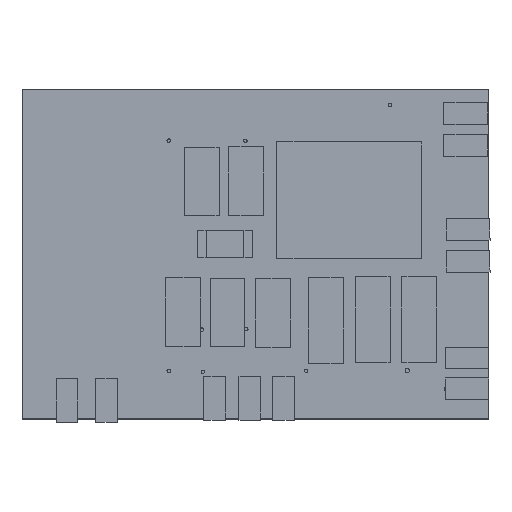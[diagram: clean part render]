
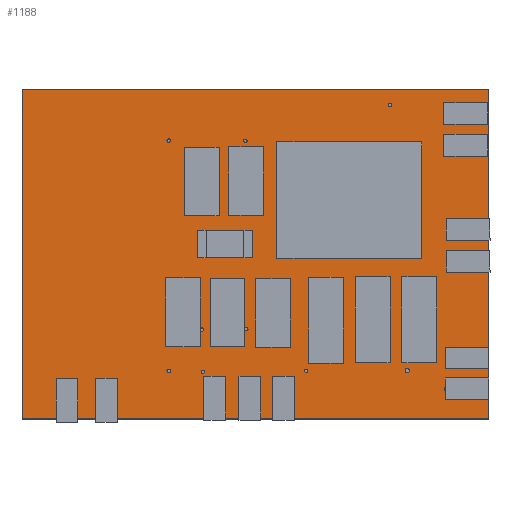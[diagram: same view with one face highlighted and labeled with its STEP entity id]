
A CAD part, top view. The second image highlights one B-rep face of the part: STEP entity #1188.
In plain terms, the highlighted planar face has unit normal (0, 0, 1).
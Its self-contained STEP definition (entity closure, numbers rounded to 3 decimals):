
#169=FACE_BOUND('',#318,.T.);
#170=FACE_BOUND('',#319,.T.);
#171=FACE_BOUND('',#320,.T.);
#172=FACE_BOUND('',#321,.T.);
#173=FACE_BOUND('',#322,.T.);
#174=FACE_BOUND('',#323,.T.);
#175=FACE_BOUND('',#324,.T.);
#176=FACE_BOUND('',#325,.T.);
#177=FACE_BOUND('',#326,.T.);
#178=FACE_BOUND('',#327,.T.);
#179=FACE_BOUND('',#328,.T.);
#195=PLANE('',#1358);
#256=FACE_OUTER_BOUND('',#317,.T.);
#317=EDGE_LOOP('',(#940,#941,#942,#943));
#318=EDGE_LOOP('',(#944));
#319=EDGE_LOOP('',(#945));
#320=EDGE_LOOP('',(#946));
#321=EDGE_LOOP('',(#947));
#322=EDGE_LOOP('',(#948));
#323=EDGE_LOOP('',(#949));
#324=EDGE_LOOP('',(#950));
#325=EDGE_LOOP('',(#951));
#326=EDGE_LOOP('',(#952));
#327=EDGE_LOOP('',(#953));
#328=EDGE_LOOP('',(#954));
#398=LINE('',#1864,#517);
#401=LINE('',#1870,#520);
#404=LINE('',#1876,#523);
#407=LINE('',#1880,#526);
#517=VECTOR('',#1521,10.);
#520=VECTOR('',#1526,10.);
#523=VECTOR('',#1531,10.);
#526=VECTOR('',#1536,10.);
#624=CIRCLE('',#1323,0.1);
#626=CIRCLE('',#1326,0.1);
#628=CIRCLE('',#1329,0.1);
#630=CIRCLE('',#1332,0.1);
#632=CIRCLE('',#1335,0.1);
#634=CIRCLE('',#1338,0.125);
#636=CIRCLE('',#1341,0.1);
#638=CIRCLE('',#1344,0.1);
#640=CIRCLE('',#1347,0.1);
#642=CIRCLE('',#1350,0.1);
#644=CIRCLE('',#1353,0.1);
#646=VERTEX_POINT('',#1794);
#648=VERTEX_POINT('',#1800);
#650=VERTEX_POINT('',#1806);
#652=VERTEX_POINT('',#1812);
#654=VERTEX_POINT('',#1818);
#656=VERTEX_POINT('',#1824);
#658=VERTEX_POINT('',#1830);
#660=VERTEX_POINT('',#1836);
#662=VERTEX_POINT('',#1842);
#664=VERTEX_POINT('',#1848);
#666=VERTEX_POINT('',#1854);
#669=VERTEX_POINT('',#1861);
#670=VERTEX_POINT('',#1863);
#672=VERTEX_POINT('',#1869);
#674=VERTEX_POINT('',#1875);
#741=EDGE_CURVE('',#646,#646,#624,.T.);
#744=EDGE_CURVE('',#648,#648,#626,.T.);
#747=EDGE_CURVE('',#650,#650,#628,.T.);
#750=EDGE_CURVE('',#652,#652,#630,.T.);
#753=EDGE_CURVE('',#654,#654,#632,.T.);
#756=EDGE_CURVE('',#656,#656,#634,.T.);
#759=EDGE_CURVE('',#658,#658,#636,.T.);
#762=EDGE_CURVE('',#660,#660,#638,.T.);
#765=EDGE_CURVE('',#662,#662,#640,.T.);
#768=EDGE_CURVE('',#664,#664,#642,.T.);
#771=EDGE_CURVE('',#666,#666,#644,.T.);
#774=EDGE_CURVE('',#670,#669,#398,.T.);
#777=EDGE_CURVE('',#672,#670,#401,.T.);
#780=EDGE_CURVE('',#674,#672,#404,.T.);
#783=EDGE_CURVE('',#669,#674,#407,.T.);
#940=ORIENTED_EDGE('',*,*,#783,.T.);
#941=ORIENTED_EDGE('',*,*,#780,.T.);
#942=ORIENTED_EDGE('',*,*,#777,.T.);
#943=ORIENTED_EDGE('',*,*,#774,.T.);
#944=ORIENTED_EDGE('',*,*,#741,.T.);
#945=ORIENTED_EDGE('',*,*,#744,.T.);
#946=ORIENTED_EDGE('',*,*,#747,.T.);
#947=ORIENTED_EDGE('',*,*,#750,.T.);
#948=ORIENTED_EDGE('',*,*,#753,.T.);
#949=ORIENTED_EDGE('',*,*,#756,.T.);
#950=ORIENTED_EDGE('',*,*,#759,.T.);
#951=ORIENTED_EDGE('',*,*,#762,.T.);
#952=ORIENTED_EDGE('',*,*,#765,.T.);
#953=ORIENTED_EDGE('',*,*,#768,.T.);
#954=ORIENTED_EDGE('',*,*,#771,.T.);
#1188=ADVANCED_FACE('',(#256,#169,#170,#171,#172,#173,#174,#175,#176,#177,
#178,#179),#195,.T.);
#1323=AXIS2_PLACEMENT_3D('',#1796,#1445,#1446);
#1326=AXIS2_PLACEMENT_3D('',#1802,#1452,#1453);
#1329=AXIS2_PLACEMENT_3D('',#1808,#1459,#1460);
#1332=AXIS2_PLACEMENT_3D('',#1814,#1466,#1467);
#1335=AXIS2_PLACEMENT_3D('',#1820,#1473,#1474);
#1338=AXIS2_PLACEMENT_3D('',#1826,#1480,#1481);
#1341=AXIS2_PLACEMENT_3D('',#1832,#1487,#1488);
#1344=AXIS2_PLACEMENT_3D('',#1838,#1494,#1495);
#1347=AXIS2_PLACEMENT_3D('',#1844,#1501,#1502);
#1350=AXIS2_PLACEMENT_3D('',#1850,#1508,#1509);
#1353=AXIS2_PLACEMENT_3D('',#1856,#1515,#1516);
#1358=AXIS2_PLACEMENT_3D('',#1881,#1537,#1538);
#1445=DIRECTION('center_axis',(0.,0.,-1.));
#1446=DIRECTION('ref_axis',(1.,0.,0.));
#1452=DIRECTION('center_axis',(0.,0.,-1.));
#1453=DIRECTION('ref_axis',(1.,0.,0.));
#1459=DIRECTION('center_axis',(0.,0.,-1.));
#1460=DIRECTION('ref_axis',(1.,0.,0.));
#1466=DIRECTION('center_axis',(0.,0.,-1.));
#1467=DIRECTION('ref_axis',(1.,0.,0.));
#1473=DIRECTION('center_axis',(0.,0.,-1.));
#1474=DIRECTION('ref_axis',(1.,0.,0.));
#1480=DIRECTION('center_axis',(0.,0.,-1.));
#1481=DIRECTION('ref_axis',(1.,0.,0.));
#1487=DIRECTION('center_axis',(0.,0.,-1.));
#1488=DIRECTION('ref_axis',(1.,0.,0.));
#1494=DIRECTION('center_axis',(0.,0.,-1.));
#1495=DIRECTION('ref_axis',(1.,0.,0.));
#1501=DIRECTION('center_axis',(0.,0.,-1.));
#1502=DIRECTION('ref_axis',(1.,0.,0.));
#1508=DIRECTION('center_axis',(0.,0.,-1.));
#1509=DIRECTION('ref_axis',(1.,0.,0.));
#1515=DIRECTION('center_axis',(0.,0.,-1.));
#1516=DIRECTION('ref_axis',(1.,0.,0.));
#1521=DIRECTION('',(-1.,0.,0.));
#1526=DIRECTION('',(0.,1.,0.));
#1531=DIRECTION('',(1.,0.,0.));
#1536=DIRECTION('',(0.,-1.,0.));
#1537=DIRECTION('center_axis',(0.,0.,1.));
#1538=DIRECTION('ref_axis',(1.,0.,0.));
#1794=CARTESIAN_POINT('',(101.59,50.095,1.586));
#1796=CARTESIAN_POINT('Origin',(101.69,50.095,1.586));
#1800=CARTESIAN_POINT('',(87.41,53.545,1.586));
#1802=CARTESIAN_POINT('Origin',(87.51,53.545,1.586));
#1806=CARTESIAN_POINT('',(89.99,53.575,1.586));
#1808=CARTESIAN_POINT('Origin',(90.09,53.575,1.586));
#1812=CARTESIAN_POINT('',(85.48,51.14,1.586));
#1814=CARTESIAN_POINT('Origin',(85.58,51.14,1.586));
#1818=CARTESIAN_POINT('',(96.625,62.165,1.586));
#1820=CARTESIAN_POINT('Origin',(96.725,62.165,1.586));
#1824=CARTESIAN_POINT('',(99.325,51.16,1.586));
#1826=CARTESIAN_POINT('Origin',(99.45,51.16,1.586));
#1830=CARTESIAN_POINT('',(93.475,51.145,1.586));
#1832=CARTESIAN_POINT('Origin',(93.575,51.145,1.586));
#1836=CARTESIAN_POINT('',(87.46,51.09,1.586));
#1838=CARTESIAN_POINT('Origin',(87.56,51.09,1.586));
#1842=CARTESIAN_POINT('',(89.935,64.52,1.586));
#1844=CARTESIAN_POINT('Origin',(90.035,64.52,1.586));
#1848=CARTESIAN_POINT('',(85.475,64.535,1.586));
#1850=CARTESIAN_POINT('Origin',(85.575,64.535,1.586));
#1854=CARTESIAN_POINT('',(98.35,66.615,1.586));
#1856=CARTESIAN_POINT('Origin',(98.45,66.615,1.586));
#1861=CARTESIAN_POINT('',(77.05,67.5,1.586));
#1863=CARTESIAN_POINT('',(104.2,67.5,1.586));
#1864=CARTESIAN_POINT('',(104.2,67.5,1.586));
#1869=CARTESIAN_POINT('',(104.2,48.35,1.586));
#1870=CARTESIAN_POINT('',(104.2,48.35,1.586));
#1875=CARTESIAN_POINT('',(77.05,48.35,1.586));
#1876=CARTESIAN_POINT('',(77.05,48.35,1.586));
#1880=CARTESIAN_POINT('',(77.05,67.5,1.586));
#1881=CARTESIAN_POINT('Origin',(90.625,57.925,1.586));
